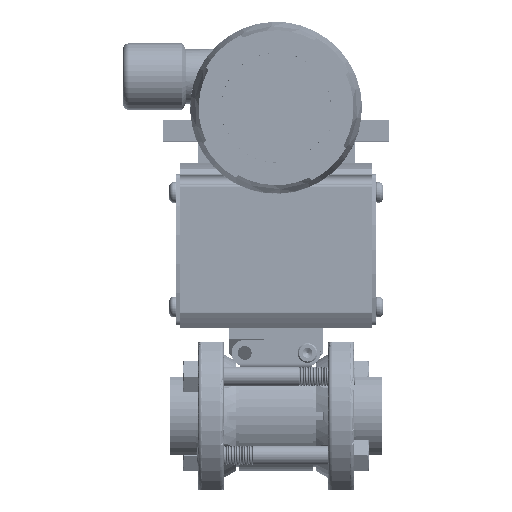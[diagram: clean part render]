
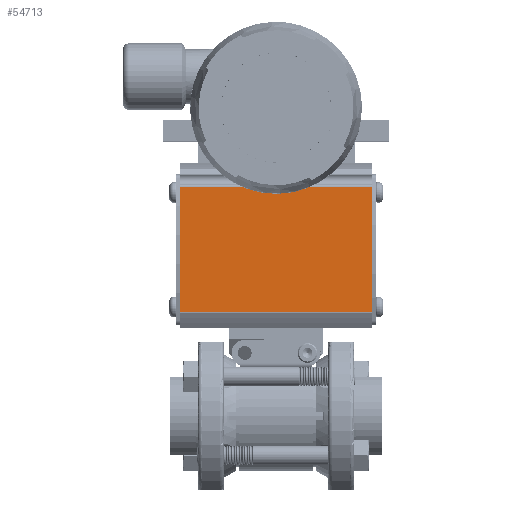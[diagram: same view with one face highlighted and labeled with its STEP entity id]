
A CAD part, top view. The second image highlights one B-rep face of the part: STEP entity #54713.
In plain terms, the highlighted planar face has unit normal (0, 0, 1).
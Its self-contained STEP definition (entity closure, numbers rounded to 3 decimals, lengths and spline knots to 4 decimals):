
#2246 = CARTESIAN_POINT ( 'NONE',  ( -5.0403, 3.6471, 1.17 ) ) ;
#6018 = FACE_OUTER_BOUND ( 'NONE', #128711, .T. ) ;
#8600 = DIRECTION ( 'NONE',  ( 0., 0., -1. ) ) ;
#9340 = CARTESIAN_POINT ( 'NONE',  ( -1.5275, 1.6529, 1.17 ) ) ;
#12241 = CARTESIAN_POINT ( 'NONE',  ( -1.5275, 3.6471, 1.17 ) ) ;
#21644 = EDGE_CURVE ( 'NONE', #97013, #88035, #48567, .T. ) ;
#22139 = CARTESIAN_POINT ( 'NONE',  ( 1.5275, 3.6544, 1.17 ) ) ;
#25426 = VECTOR ( 'NONE', #142866, 39.3701 ) ;
#42463 = EDGE_CURVE ( 'NONE', #116710, #88035, #135515, .T. ) ;
#48567 = LINE ( 'NONE', #22139, #146343 ) ;
#49060 = ORIENTED_EDGE ( 'NONE', *, *, #42463, .T. ) ;
#49170 = VECTOR ( 'NONE', #70296, 39.3701 ) ;
#54713 = ADVANCED_FACE ( 'NONE', ( #6018 ), #110493, .F. ) ;
#62831 = LINE ( 'NONE', #97711, #25426 ) ;
#66271 = VERTEX_POINT ( 'NONE', #12241 ) ;
#68624 = DIRECTION ( 'NONE',  ( 1., 0., 0. ) ) ;
#70296 = DIRECTION ( 'NONE',  ( -1., 0., 0. ) ) ;
#77629 = EDGE_CURVE ( 'NONE', #97013, #66271, #136257, .T. ) ;
#88035 = VERTEX_POINT ( 'NONE', #106805 ) ;
#88094 = DIRECTION ( 'NONE',  ( 0., -1., 0. ) ) ;
#96320 = ORIENTED_EDGE ( 'NONE', *, *, #139035, .F. ) ;
#97013 = VERTEX_POINT ( 'NONE', #111472 ) ;
#97711 = CARTESIAN_POINT ( 'NONE',  ( -1.5275, 3.6544, 1.17 ) ) ;
#98649 = AXIS2_PLACEMENT_3D ( 'NONE', #99047, #8600, #88094 ) ;
#99047 = CARTESIAN_POINT ( 'NONE',  ( -5.0403, 3.6544, 1.17 ) ) ;
#105295 = VECTOR ( 'NONE', #68624, 39.3701 ) ;
#106805 = CARTESIAN_POINT ( 'NONE',  ( 1.5275, 1.6529, 1.17 ) ) ;
#110493 = PLANE ( 'NONE',  #98649 ) ;
#111472 = CARTESIAN_POINT ( 'NONE',  ( 1.5275, 3.6471, 1.17 ) ) ;
#113600 = DIRECTION ( 'NONE',  ( 0., -1., 0. ) ) ;
#116710 = VERTEX_POINT ( 'NONE', #9340 ) ;
#118137 = ORIENTED_EDGE ( 'NONE', *, *, #21644, .F. ) ;
#128711 = EDGE_LOOP ( 'NONE', ( #118137, #135798, #96320, #49060 ) ) ;
#135515 = LINE ( 'NONE', #136624, #105295 ) ;
#135798 = ORIENTED_EDGE ( 'NONE', *, *, #77629, .T. ) ;
#136257 = LINE ( 'NONE', #2246, #49170 ) ;
#136624 = CARTESIAN_POINT ( 'NONE',  ( -5.0403, 1.6529, 1.17 ) ) ;
#139035 = EDGE_CURVE ( 'NONE', #116710, #66271, #62831, .T. ) ;
#142866 = DIRECTION ( 'NONE',  ( 0., 1., 0. ) ) ;
#146343 = VECTOR ( 'NONE', #113600, 39.3701 ) ;
